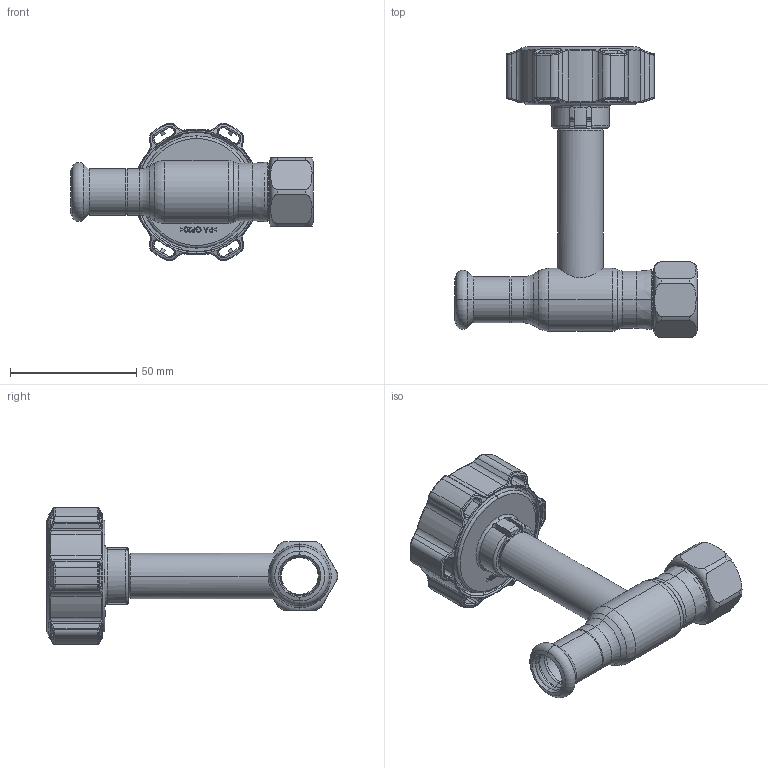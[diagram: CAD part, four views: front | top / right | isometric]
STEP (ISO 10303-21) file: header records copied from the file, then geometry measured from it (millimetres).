
FILE_DESCRIPTION (( 'STEP AP214' ), '1' );
FILE_NAME ('2010001011-0200.step', '2023-12-12T08:38:26', ( '' ), ( '' ), 'SwSTEP 2.0', 'SolidWorks 2021', '' );
FILE_SCHEMA (( 'AUTOMOTIVE_DESIGN' ));
Length unit declared in the file: millimetre
Products named in the file (1): 2010001011-0200
Bounding box: 96 x 115.4 x 54.57 mm (x, y, z)
Surface area: 27969 mm2 (no closed solid volume)
Topology: 0 solids, 10 shells, 540 faces, 1606 edges, 1047 vertices
Faces by surface type: bspline 176, cylinder 132, plane 93, torus 83, cone 56
Entity records: 34177 total; most frequent: CARTESIAN_POINT 15497, ORIENTED_EDGE 2821, DIRECTION 2223, EDGE_CURVE 1606, VERTEX_POINT 1047, AXIS2_PLACEMENT_3D 894, B_SPLINE_CURVE_WITH_KNOTS 612, EDGE_LOOP 573
